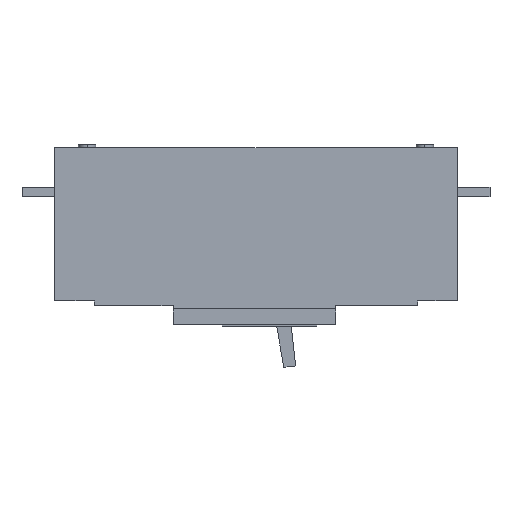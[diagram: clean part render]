
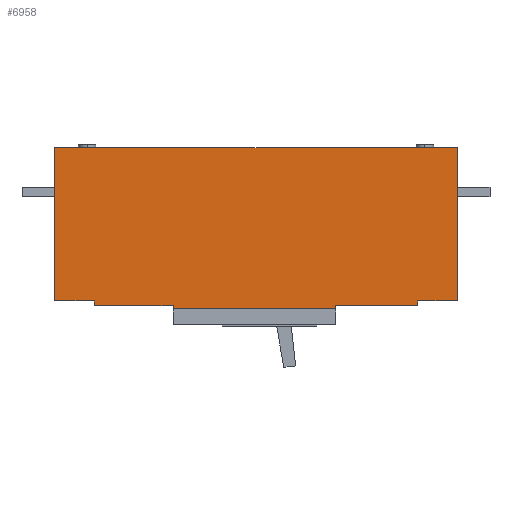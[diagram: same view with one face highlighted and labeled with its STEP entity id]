
A CAD part, left-side view. The second image highlights one B-rep face of the part: STEP entity #6958.
In plain terms, the highlighted planar face has unit normal (-1, 0, 0).
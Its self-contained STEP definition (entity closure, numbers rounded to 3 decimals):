
#29 = EDGE_CURVE ( 'NONE', #11932, #9988, #10874, .T. ) ;
#192 = ORIENTED_EDGE ( 'NONE', *, *, #17289, .T. ) ;
#222 = DIRECTION ( 'NONE',  ( 0., 0., -1. ) ) ;
#401 = VERTEX_POINT ( 'NONE', #6514 ) ;
#958 = DIRECTION ( 'NONE',  ( 0., 1., 0. ) ) ;
#982 = CARTESIAN_POINT ( 'NONE',  ( -70., -102.5, 0. ) ) ;
#1002 = VERTEX_POINT ( 'NONE', #14030 ) ;
#1239 = DIRECTION ( 'NONE',  ( 0., 0., 1. ) ) ;
#1337 = ORIENTED_EDGE ( 'NONE', *, *, #17367, .F. ) ;
#1419 = EDGE_CURVE ( 'NONE', #15813, #17188, #4856, .T. ) ;
#1621 = ORIENTED_EDGE ( 'NONE', *, *, #2599, .T. ) ;
#1889 = EDGE_CURVE ( 'NONE', #2139, #1002, #8368, .T. ) ;
#1903 = CARTESIAN_POINT ( 'NONE',  ( -70., 52.5, -3. ) ) ;
#2025 = CARTESIAN_POINT ( 'NONE',  ( -70., -50.5, -3. ) ) ;
#2139 = VERTEX_POINT ( 'NONE', #1903 ) ;
#2225 = AXIS2_PLACEMENT_3D ( 'NONE', #4263, #7355, #222 ) ;
#2569 = LINE ( 'NONE', #4438, #17792 ) ;
#2599 = EDGE_CURVE ( 'NONE', #12577, #11170, #10348, .T. ) ;
#2645 = ORIENTED_EDGE ( 'NONE', *, *, #16094, .T. ) ;
#2836 = LINE ( 'NONE', #7317, #13225 ) ;
#2846 = VERTEX_POINT ( 'NONE', #11955 ) ;
#2858 = VECTOR ( 'NONE', #8309, 1000. ) ;
#2873 = CARTESIAN_POINT ( 'NONE',  ( -70., 102.5, 0. ) ) ;
#2900 = CARTESIAN_POINT ( 'NONE',  ( -70., -102.5, -3. ) ) ;
#2997 = LINE ( 'NONE', #13853, #15576 ) ;
#4135 = EDGE_CURVE ( 'NONE', #401, #2139, #2997, .T. ) ;
#4263 = CARTESIAN_POINT ( 'NONE',  ( -70., -127.5, 97. ) ) ;
#4318 = DIRECTION ( 'NONE',  ( 0., -1., 0. ) ) ;
#4438 = CARTESIAN_POINT ( 'NONE',  ( -70., -127.5, 97. ) ) ;
#4483 = EDGE_CURVE ( 'NONE', #11170, #10437, #13584, .T. ) ;
#4548 = DIRECTION ( 'NONE',  ( 0., 0., 1. ) ) ;
#4560 = CARTESIAN_POINT ( 'NONE',  ( -70., -50.5, -5. ) ) ;
#4856 = LINE ( 'NONE', #4988, #2858 ) ;
#4988 = CARTESIAN_POINT ( 'NONE',  ( -70., -127.5, 97. ) ) ;
#5673 = DIRECTION ( 'NONE',  ( 0., 1., 0. ) ) ;
#6346 = CARTESIAN_POINT ( 'NONE',  ( -70., -127.5, 0. ) ) ;
#6352 = ORIENTED_EDGE ( 'NONE', *, *, #12743, .F. ) ;
#6354 = VECTOR ( 'NONE', #11598, 1000. ) ;
#6514 = CARTESIAN_POINT ( 'NONE',  ( -70., 52.5, -5. ) ) ;
#6519 = ORIENTED_EDGE ( 'NONE', *, *, #4483, .T. ) ;
#6958 = ADVANCED_FACE ( 'NONE', ( #13949 ), #11240, .F. ) ;
#7317 = CARTESIAN_POINT ( 'NONE',  ( -70., 102.5, -3. ) ) ;
#7355 = DIRECTION ( 'NONE',  ( 1., 0., 0. ) ) ;
#7615 = CARTESIAN_POINT ( 'NONE',  ( -70., -127.5, 97. ) ) ;
#7765 = ORIENTED_EDGE ( 'NONE', *, *, #1889, .F. ) ;
#7902 = LINE ( 'NONE', #16274, #10335 ) ;
#7961 = DIRECTION ( 'NONE',  ( 0., 1., 0. ) ) ;
#8309 = DIRECTION ( 'NONE',  ( 0., 0., -1. ) ) ;
#8368 = LINE ( 'NONE', #16515, #16309 ) ;
#8827 = LINE ( 'NONE', #2900, #9058 ) ;
#9058 = VECTOR ( 'NONE', #1239, 1000. ) ;
#9347 = DIRECTION ( 'NONE',  ( 0., 0., 1. ) ) ;
#9788 = EDGE_CURVE ( 'NONE', #12577, #15813, #2569, .T. ) ;
#9988 = VERTEX_POINT ( 'NONE', #2025 ) ;
#10092 = CARTESIAN_POINT ( 'NONE',  ( -70., 127.5, 0. ) ) ;
#10335 = VECTOR ( 'NONE', #12290, 1000. ) ;
#10348 = LINE ( 'NONE', #12387, #6354 ) ;
#10437 = VERTEX_POINT ( 'NONE', #2873 ) ;
#10690 = ORIENTED_EDGE ( 'NONE', *, *, #1419, .F. ) ;
#10874 = LINE ( 'NONE', #4560, #16592 ) ;
#10975 = CARTESIAN_POINT ( 'NONE',  ( -70., 52.5, -5. ) ) ;
#11170 = VERTEX_POINT ( 'NONE', #10092 ) ;
#11211 = LINE ( 'NONE', #16391, #14761 ) ;
#11240 = PLANE ( 'NONE',  #2225 ) ;
#11316 = ORIENTED_EDGE ( 'NONE', *, *, #16632, .F. ) ;
#11386 = VECTOR ( 'NONE', #16268, 1000. ) ;
#11536 = ORIENTED_EDGE ( 'NONE', *, *, #4135, .F. ) ;
#11598 = DIRECTION ( 'NONE',  ( 0., 0., -1. ) ) ;
#11932 = VERTEX_POINT ( 'NONE', #15655 ) ;
#11955 = CARTESIAN_POINT ( 'NONE',  ( -70., -102.5, -3. ) ) ;
#12290 = DIRECTION ( 'NONE',  ( 0., -1., 0. ) ) ;
#12387 = CARTESIAN_POINT ( 'NONE',  ( -70., 127.5, 97. ) ) ;
#12577 = VERTEX_POINT ( 'NONE', #17619 ) ;
#12743 = EDGE_CURVE ( 'NONE', #11932, #401, #17949, .T. ) ;
#13225 = VECTOR ( 'NONE', #4548, 1000. ) ;
#13463 = CARTESIAN_POINT ( 'NONE',  ( -70., -127.5, 0. ) ) ;
#13584 = LINE ( 'NONE', #6346, #11386 ) ;
#13853 = CARTESIAN_POINT ( 'NONE',  ( -70., 52.5, -5. ) ) ;
#13949 = FACE_OUTER_BOUND ( 'NONE', #16350, .T. ) ;
#14030 = CARTESIAN_POINT ( 'NONE',  ( -70., 102.5, -3. ) ) ;
#14615 = DIRECTION ( 'NONE',  ( 0., 0., 1. ) ) ;
#14761 = VECTOR ( 'NONE', #7961, 1000. ) ;
#15576 = VECTOR ( 'NONE', #9347, 1000. ) ;
#15655 = CARTESIAN_POINT ( 'NONE',  ( -70., -50.5, -5. ) ) ;
#15753 = VECTOR ( 'NONE', #958, 1000. ) ;
#15813 = VERTEX_POINT ( 'NONE', #7615 ) ;
#15978 = VERTEX_POINT ( 'NONE', #982 ) ;
#16003 = ORIENTED_EDGE ( 'NONE', *, *, #9788, .F. ) ;
#16094 = EDGE_CURVE ( 'NONE', #2846, #15978, #8827, .T. ) ;
#16268 = DIRECTION ( 'NONE',  ( 0., -1., 0. ) ) ;
#16274 = CARTESIAN_POINT ( 'NONE',  ( -70., -127.5, 0. ) ) ;
#16309 = VECTOR ( 'NONE', #5673, 1000. ) ;
#16350 = EDGE_LOOP ( 'NONE', ( #6519, #11316, #7765, #11536, #6352, #17814, #1337, #2645, #192, #10690, #16003, #1621 ) ) ;
#16391 = CARTESIAN_POINT ( 'NONE',  ( -70., -102.5, -3. ) ) ;
#16515 = CARTESIAN_POINT ( 'NONE',  ( -70., -102.5, -3. ) ) ;
#16592 = VECTOR ( 'NONE', #14615, 1000. ) ;
#16632 = EDGE_CURVE ( 'NONE', #1002, #10437, #2836, .T. ) ;
#17188 = VERTEX_POINT ( 'NONE', #13463 ) ;
#17289 = EDGE_CURVE ( 'NONE', #15978, #17188, #7902, .T. ) ;
#17367 = EDGE_CURVE ( 'NONE', #2846, #9988, #11211, .T. ) ;
#17619 = CARTESIAN_POINT ( 'NONE',  ( -70., 127.5, 97. ) ) ;
#17792 = VECTOR ( 'NONE', #4318, 1000. ) ;
#17814 = ORIENTED_EDGE ( 'NONE', *, *, #29, .T. ) ;
#17949 = LINE ( 'NONE', #10975, #15753 ) ;
